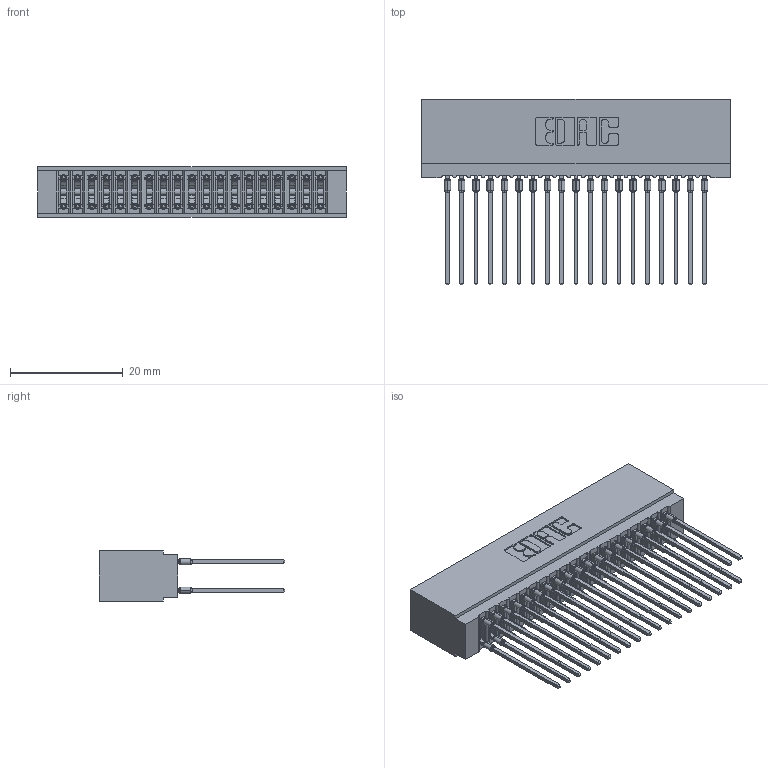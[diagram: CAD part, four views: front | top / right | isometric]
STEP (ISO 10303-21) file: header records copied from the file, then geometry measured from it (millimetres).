
FILE_DESCRIPTION (( 'STEP AP203' ), '1' );
FILE_NAME ('725-038-541-201.STEP', '2026-02-24T17:26:00', ( '' ), ( '' ), 'SwSTEP 2.0', 'SolidWorks 2023', '' );
FILE_SCHEMA (( 'CONFIG_CONTROL_DESIGN' ));
Length unit declared in the file: millimetre
Products named in the file (3): 725-038-541-201; 725 Part_Insulator Option - 01; 745-292-001_541
Assembly tree (39 placements, depth 2):
  725-038-541-201
    725 Part_Insulator Option - 01
    745-292-001_541  x38
Bounding box: 54.86 x 33.03 x 8.89 mm (x, y, z)
Volume: 4652.9 mm3; surface area: 10086.7 mm2
Topology: 39 solids, 39 shells, 3496 faces, 9393 edges, 5906 vertices
Faces by surface type: plane 1803, bspline 760, cylinder 705, torus 228
Entity records: 35091 total; most frequent: CARTESIAN_POINT 6595, ORIENTED_EDGE 5984, DIRECTION 5250, EDGE_CURVE 2992, LINE 2696, VECTOR 2696, VERTEX_POINT 1910, AXIS2_PLACEMENT_3D 1277
